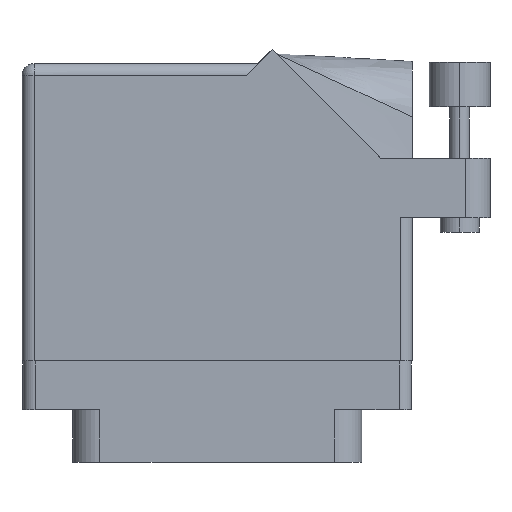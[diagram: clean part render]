
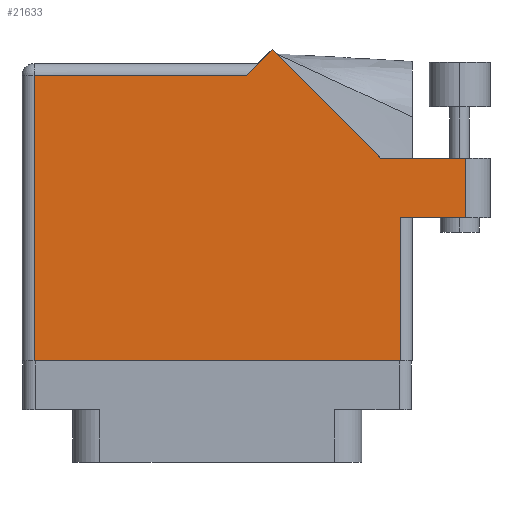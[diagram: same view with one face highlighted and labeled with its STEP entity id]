
A CAD part, front view. The second image highlights one B-rep face of the part: STEP entity #21633.
In plain terms, the highlighted face is planar.
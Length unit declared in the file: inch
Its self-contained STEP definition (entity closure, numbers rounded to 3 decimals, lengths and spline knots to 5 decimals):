
#164 = CARTESIAN_POINT ( 'NONE',  ( -1.005, 1.43, 0.455 ) ) ;
#3978 = CARTESIAN_POINT ( 'NONE',  ( -1.005, -0.1, 0.455 ) ) ;
#4175 = ORIENTED_EDGE ( 'NONE', *, *, #25607, .T. ) ;
#5365 = DIRECTION ( 'NONE',  ( -1., 0., 0. ) ) ;
#5366 = DIRECTION ( 'NONE',  ( -1., 0., 0. ) ) ;
#5647 = CARTESIAN_POINT ( 'NONE',  ( -0.943, 1.368, 0.455 ) ) ;
#5726 = DIRECTION ( 'NONE',  ( 0., 0., -1. ) ) ;
#5830 = DIRECTION ( 'NONE',  ( 0., -1., 0. ) ) ;
#6002 = ORIENTED_EDGE ( 'NONE', *, *, #33522, .T. ) ;
#6135 = EDGE_CURVE ( 'NONE', #18761, #35549, #34987, .T. ) ;
#6345 = LINE ( 'NONE', #11497, #29382 ) ;
#6354 = EDGE_CURVE ( 'NONE', #18217, #9463, #35405, .T. ) ;
#7203 = VERTEX_POINT ( 'NONE', #17788 ) ;
#8190 = CARTESIAN_POINT ( 'NONE',  ( 0.943, 0.637, 0.455 ) ) ;
#8356 = CARTESIAN_POINT ( 'NONE',  ( 0.28271, 1.50071, 0.455 ) ) ;
#8656 = LINE ( 'NONE', #32157, #11625 ) ;
#8859 = VECTOR ( 'NONE', #16891, 39.37008 ) ;
#8876 = CARTESIAN_POINT ( 'NONE',  ( 1.28, 0.637, 0.455 ) ) ;
#9116 = CARTESIAN_POINT ( 'NONE',  ( 0.15, 1.368, 0.455 ) ) ;
#9428 = DIRECTION ( 'NONE',  ( 1., 0., 0. ) ) ;
#9463 = VERTEX_POINT ( 'NONE', #5647 ) ;
#9471 = EDGE_CURVE ( 'NONE', #35549, #18217, #32398, .T. ) ;
#9653 = VERTEX_POINT ( 'NONE', #15417 ) ;
#11144 = VERTEX_POINT ( 'NONE', #27549 ) ;
#11452 = CARTESIAN_POINT ( 'NONE',  ( 0.943, -0.1, 0.455 ) ) ;
#11497 = CARTESIAN_POINT ( 'NONE',  ( -0.943, -0.1, 0.455 ) ) ;
#11625 = VECTOR ( 'NONE', #35087, 39.37008 ) ;
#11860 = VECTOR ( 'NONE', #12857, 39.37008 ) ;
#12447 = EDGE_CURVE ( 'NONE', #7203, #21339, #29427, .T. ) ;
#12857 = DIRECTION ( 'NONE',  ( -0.707, 0.707, 0. ) ) ;
#13510 = DIRECTION ( 'NONE',  ( 0., 1., 0. ) ) ;
#15417 = CARTESIAN_POINT ( 'NONE',  ( 0.943, 0.637, 0.455 ) ) ;
#15624 = ORIENTED_EDGE ( 'NONE', *, *, #22643, .T. ) ;
#16867 = LINE ( 'NONE', #28885, #22193 ) ;
#16891 = DIRECTION ( 'NONE',  ( -0.707, -0.707, 0. ) ) ;
#17030 = VECTOR ( 'NONE', #5366, 39.37008 ) ;
#17198 = VECTOR ( 'NONE', #9428, 39.37008 ) ;
#17788 = CARTESIAN_POINT ( 'NONE',  ( -0.943, -0.1, 0.455 ) ) ;
#18217 = VERTEX_POINT ( 'NONE', #9116 ) ;
#18761 = VERTEX_POINT ( 'NONE', #26475 ) ;
#20381 = ORIENTED_EDGE ( 'NONE', *, *, #26171, .T. ) ;
#21339 = VERTEX_POINT ( 'NONE', #11452 ) ;
#21633 = ADVANCED_FACE ( 'NONE', ( #31359 ), #27586, .F. ) ;
#22193 = VECTOR ( 'NONE', #31340, 39.37008 ) ;
#22643 = EDGE_CURVE ( 'NONE', #21339, #9653, #24012, .T. ) ;
#24012 = LINE ( 'NONE', #8190, #30061 ) ;
#24580 = LINE ( 'NONE', #25924, #30261 ) ;
#24856 = ORIENTED_EDGE ( 'NONE', *, *, #28092, .T. ) ;
#25286 = AXIS2_PLACEMENT_3D ( 'NONE', #164, #5726, #5365 ) ;
#25607 = EDGE_CURVE ( 'NONE', #29267, #11144, #16867, .T. ) ;
#25717 = ORIENTED_EDGE ( 'NONE', *, *, #6135, .T. ) ;
#25815 = DIRECTION ( 'NONE',  ( 1., 0., 0. ) ) ;
#25924 = CARTESIAN_POINT ( 'NONE',  ( 1.005, 0.637, 0.455 ) ) ;
#26171 = EDGE_CURVE ( 'NONE', #11144, #18761, #8656, .T. ) ;
#26475 = CARTESIAN_POINT ( 'NONE',  ( 0.83942, 0.944, 0.455 ) ) ;
#26741 = EDGE_LOOP ( 'NONE', ( #6002, #4175, #20381, #25717, #33425, #35104, #24856, #29436, #15624 ) ) ;
#27549 = CARTESIAN_POINT ( 'NONE',  ( 1.28, 0.944, 0.455 ) ) ;
#27586 = PLANE ( 'NONE',  #25286 ) ;
#28092 = EDGE_CURVE ( 'NONE', #9463, #7203, #6345, .T. ) ;
#28885 = CARTESIAN_POINT ( 'NONE',  ( 1.28, 0.944, 0.455 ) ) ;
#29267 = VERTEX_POINT ( 'NONE', #8876 ) ;
#29382 = VECTOR ( 'NONE', #5830, 39.37008 ) ;
#29427 = LINE ( 'NONE', #3978, #17198 ) ;
#29436 = ORIENTED_EDGE ( 'NONE', *, *, #12447, .T. ) ;
#29790 = CARTESIAN_POINT ( 'NONE',  ( 0.212, 1.43, 0.455 ) ) ;
#29815 = CARTESIAN_POINT ( 'NONE',  ( 0.83942, 0.944, 0.455 ) ) ;
#30061 = VECTOR ( 'NONE', #13510, 39.37008 ) ;
#30261 = VECTOR ( 'NONE', #25815, 39.37008 ) ;
#31340 = DIRECTION ( 'NONE',  ( 0., 1., 0. ) ) ;
#31359 = FACE_OUTER_BOUND ( 'NONE', #26741, .T. ) ;
#32157 = CARTESIAN_POINT ( 'NONE',  ( 1.405, 0.944, 0.455 ) ) ;
#32398 = LINE ( 'NONE', #29790, #8859 ) ;
#32990 = CARTESIAN_POINT ( 'NONE',  ( -1.005, 1.368, 0.455 ) ) ;
#33425 = ORIENTED_EDGE ( 'NONE', *, *, #9471, .T. ) ;
#33522 = EDGE_CURVE ( 'NONE', #9653, #29267, #24580, .T. ) ;
#34987 = LINE ( 'NONE', #29815, #11860 ) ;
#35087 = DIRECTION ( 'NONE',  ( -1., 0., 0. ) ) ;
#35104 = ORIENTED_EDGE ( 'NONE', *, *, #6354, .T. ) ;
#35405 = LINE ( 'NONE', #32990, #17030 ) ;
#35549 = VERTEX_POINT ( 'NONE', #8356 ) ;
